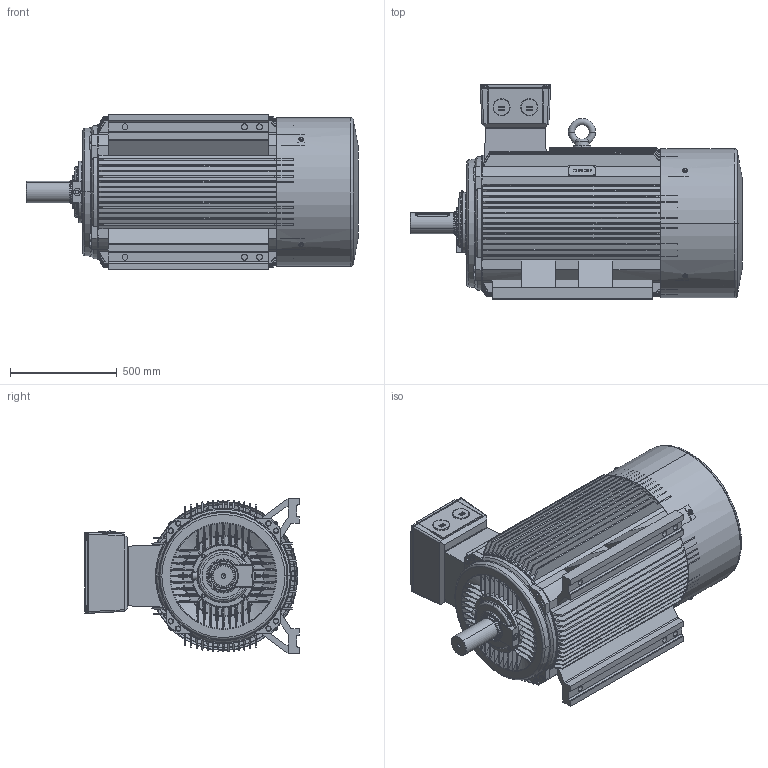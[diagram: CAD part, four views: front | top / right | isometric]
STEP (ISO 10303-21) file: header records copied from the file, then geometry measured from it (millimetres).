
FILE_DESCRIPTION (( 'STEP AP203' ), '1' );
FILE_NAME ('Y2-355-4蚾饜极.STEP', '2013-11-05T06:55:30', ( '123' ), ( 'top' ), 'SwSTEP 2.0', 'SolidWorks 2008', '' );
FILE_SCHEMA (( 'CONFIG_CONTROL_DESIGN' ));
Products named in the file (24): 355-4转轴_默认; 355-4轴承外盖_默认; 355-4油封_默认; 355-4风罩_默认; 355铭牌_默认; 扣塞_默认; M10-90_默认; ｷ釁ﾖﾂﾝｶ､ｼﾓｵ貳ｬ_ﾄｬﾈﾏ; Y2-355-4蚾饜极; 355机壳_默认; 355-4前端盖_默认; 355-4后端盖_默认; 355-4后轴承外盖_默认; 355-4风叶_默认; 355接线盒座_默认; 355接线盒盖_默认; M63螺塞_默认; 355-4油管_默认; 铜油嘴_默认; M16_默认; M12_默认; M36吊环_默认; 355接线盒座垫、盖垫_默认; 355接线盒座垫_默认
Assembly tree (42 placements, depth 2):
  Y2-355-4蚾饜极
    355-4轴承外盖_默认
    355-4油封_默认  x2
    M16_默认  x8
    M10-90_默认  x4
    M63螺塞_默认  x2
    扣塞_默认
    355接线盒座垫、盖垫_默认
    ｷ釁ﾖﾂﾝｶ､ｼﾓｵ貳ｬ_ﾄｬﾈﾏ  x4
    355-4风罩_默认
    铜油嘴_默认  x2
    355-4风叶_默认
    355接线盒盖_默认
    M36吊环_默认
    355-4转轴_默认
    M12_默认  x4
    355-4前端盖_默认
    355接线盒座_默认
    355铭牌_默认
    355机壳_默认
    355-4油管_默认
    355-4后端盖_默认
    355-4后轴承外盖_默认
    355接线盒座垫_默认
Bounding box: 1556 x 1004 x 726 mm (x, y, z)
Volume: 124787558.3 mm3; surface area: 16238542.8 mm2
Topology: 46 solids, 46 shells, 6232 faces, 17331 edges, 11301 vertices
Faces by surface type: plane 3965, cylinder 924, torus 518, bspline 481, cone 326, sphere 18
Entity records: 213410 total; most frequent: CARTESIAN_POINT 67651, ORIENTED_EDGE 31468, DIRECTION 26516, EDGE_CURVE 15734, VERTEX_POINT 10263, VECTOR 10034, LINE 10034, AXIS2_PLACEMENT_3D 8241
